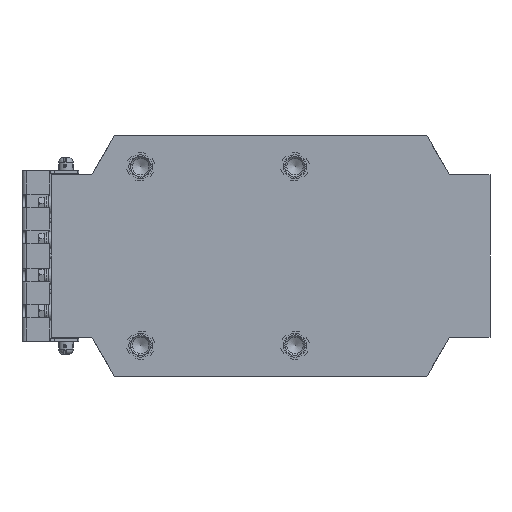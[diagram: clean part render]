
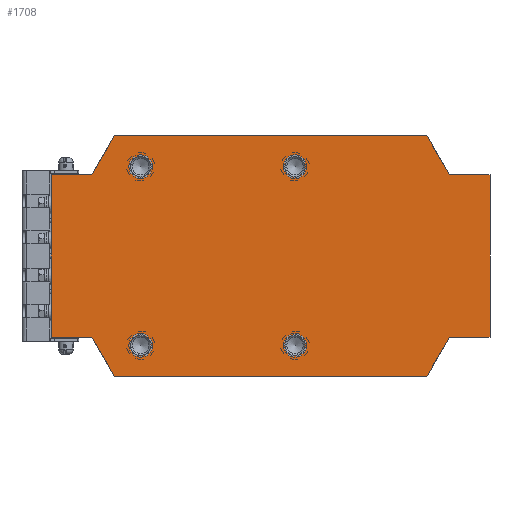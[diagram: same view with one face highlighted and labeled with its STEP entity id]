
A CAD part, front view. The second image highlights one B-rep face of the part: STEP entity #1708.
In plain terms, the highlighted planar face has unit normal (0, -1, 0).
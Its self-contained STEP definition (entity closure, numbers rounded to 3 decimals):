
#1708=ADVANCED_FACE('',(#54023,#54025,#54027,#54029,#54031),#54033,.F.);
#54023=FACE_BOUND('',#54024,.T.);
#54024=EDGE_LOOP('',(#95323,#95324,#95325,#95326,#95327,#95328,#95329,#95330,#95331,
#95332,#95333,#95334));
#54025=FACE_BOUND('',#54026,.T.);
#54026=EDGE_LOOP('',(#95335));
#54027=FACE_BOUND('',#54028,.T.);
#54028=EDGE_LOOP('',(#95336));
#54029=FACE_BOUND('',#54030,.T.);
#54030=EDGE_LOOP('',(#95337));
#54031=FACE_BOUND('',#54032,.T.);
#54032=EDGE_LOOP('',(#95338));
#54033=PLANE('',#54034);
#54034=AXIS2_PLACEMENT_3D('',#54035,#54036,#54037);
#54035=CARTESIAN_POINT('',(0.,0.,0.));
#54036=DIRECTION('',(-0.,1.,0.));
#54037=DIRECTION('',(1.,0.,0.));
#95323=ORIENTED_EDGE('',*,*,#128459,.F.);
#95324=ORIENTED_EDGE('',*,*,#128450,.F.);
#95325=ORIENTED_EDGE('',*,*,#128460,.F.);
#95326=ORIENTED_EDGE('',*,*,#128461,.F.);
#95327=ORIENTED_EDGE('',*,*,#128462,.F.);
#95328=ORIENTED_EDGE('',*,*,#128463,.F.);
#95329=ORIENTED_EDGE('',*,*,#128464,.F.);
#95330=ORIENTED_EDGE('',*,*,#128465,.F.);
#95331=ORIENTED_EDGE('',*,*,#128466,.F.);
#95332=ORIENTED_EDGE('',*,*,#128446,.F.);
#95333=ORIENTED_EDGE('',*,*,#128458,.F.);
#95334=ORIENTED_EDGE('',*,*,#128467,.F.);
#95335=ORIENTED_EDGE('',*,*,#128468,.T.);
#95336=ORIENTED_EDGE('',*,*,#128469,.T.);
#95337=ORIENTED_EDGE('',*,*,#128470,.T.);
#95338=ORIENTED_EDGE('',*,*,#128471,.T.);
#128446=EDGE_CURVE('',#145016,#145019,#145020,.T.);
#128450=EDGE_CURVE('',#145025,#145027,#145028,.T.);
#128458=EDGE_CURVE('',#145040,#145016,#145042,.T.);
#128459=EDGE_CURVE('',#145027,#145043,#145044,.T.);
#128460=EDGE_CURVE('',#145045,#145025,#145046,.T.);
#128461=EDGE_CURVE('',#145047,#145045,#145048,.T.);
#128462=EDGE_CURVE('',#145049,#145047,#145050,.T.);
#128463=EDGE_CURVE('',#145051,#145049,#145052,.T.);
#128464=EDGE_CURVE('',#145053,#145051,#145054,.T.);
#128465=EDGE_CURVE('',#145055,#145053,#145056,.T.);
#128466=EDGE_CURVE('',#145019,#145055,#145057,.T.);
#128467=EDGE_CURVE('',#145043,#145040,#145058,.T.);
#128468=EDGE_CURVE('',#145059,#145059,#145060,.T.);
#128469=EDGE_CURVE('',#145061,#145061,#145062,.T.);
#128470=EDGE_CURVE('',#145063,#145063,#145064,.T.);
#128471=EDGE_CURVE('',#145065,#145065,#145066,.T.);
#145016=VERTEX_POINT('',#172657);
#145019=VERTEX_POINT('',#172662);
#145020=LINE('',#172663,#172664);
#145025=VERTEX_POINT('',#172674);
#145027=VERTEX_POINT('',#172678);
#145028=LINE('',#172679,#172680);
#145040=VERTEX_POINT('',#172707);
#145042=LINE('',#172711,#172712);
#145043=VERTEX_POINT('',#172714);
#145044=LINE('',#172715,#172716);
#145045=VERTEX_POINT('',#172718);
#145046=LINE('',#172719,#172720);
#145047=VERTEX_POINT('',#172722);
#145048=LINE('',#172723,#172724);
#145049=VERTEX_POINT('',#172726);
#145050=LINE('',#172727,#172728);
#145051=VERTEX_POINT('',#172730);
#145052=LINE('',#172731,#172732);
#145053=VERTEX_POINT('',#172734);
#145054=LINE('',#172735,#172736);
#145055=VERTEX_POINT('',#172738);
#145056=LINE('',#172739,#172740);
#145057=LINE('',#172742,#172743);
#145058=LINE('',#172745,#172746);
#145059=VERTEX_POINT('',#172748);
#145060=CIRCLE('',#172749,6.5);
#145061=VERTEX_POINT('',#172753);
#145062=CIRCLE('',#172754,6.5);
#145063=VERTEX_POINT('',#172758);
#145064=CIRCLE('',#172759,6.5);
#145065=VERTEX_POINT('',#172763);
#145066=CIRCLE('',#172764,6.5);
#172657=CARTESIAN_POINT('',(-110.,0.,-50.));
#172662=CARTESIAN_POINT('',(-135.,0.,-50.));
#172663=CARTESIAN_POINT('',(-110.,0.,-50.));
#172664=VECTOR('',#172665,1.);
#172665=DIRECTION('',(-1.,0.,0.));
#172674=CARTESIAN_POINT('',(135.,0.,-50.));
#172678=CARTESIAN_POINT('',(110.,0.,-50.));
#172679=CARTESIAN_POINT('',(135.,0.,-50.));
#172680=VECTOR('',#172681,1.);
#172681=DIRECTION('',(-1.,0.,0.));
#172707=CARTESIAN_POINT('',(-96.144,0.,-74.));
#172711=CARTESIAN_POINT('',(-96.144,0.,-74.));
#172712=VECTOR('',#172713,1.);
#172713=DIRECTION('',(-0.5,0.,0.866));
#172714=CARTESIAN_POINT('',(96.144,0.,-74.));
#172715=CARTESIAN_POINT('',(110.,0.,-50.));
#172716=VECTOR('',#172717,1.);
#172717=DIRECTION('',(-0.5,0.,-0.866));
#172718=CARTESIAN_POINT('',(135.,0.,50.));
#172719=CARTESIAN_POINT('',(135.,0.,50.));
#172720=VECTOR('',#172721,1.);
#172721=DIRECTION('',(0.,0.,-1.));
#172722=CARTESIAN_POINT('',(110.,0.,50.));
#172723=CARTESIAN_POINT('',(110.,0.,50.));
#172724=VECTOR('',#172725,1.);
#172725=DIRECTION('',(1.,0.,0.));
#172726=CARTESIAN_POINT('',(96.144,0.,74.));
#172727=CARTESIAN_POINT('',(96.144,0.,74.));
#172728=VECTOR('',#172729,1.);
#172729=DIRECTION('',(0.5,0.,-0.866));
#172730=CARTESIAN_POINT('',(-96.144,0.,74.));
#172731=CARTESIAN_POINT('',(-96.144,0.,74.));
#172732=VECTOR('',#172733,1.);
#172733=DIRECTION('',(1.,0.,0.));
#172734=CARTESIAN_POINT('',(-110.,0.,50.));
#172735=CARTESIAN_POINT('',(-110.,0.,50.));
#172736=VECTOR('',#172737,1.);
#172737=DIRECTION('',(0.5,0.,0.866));
#172738=CARTESIAN_POINT('',(-135.,0.,50.));
#172739=CARTESIAN_POINT('',(-135.,0.,50.));
#172740=VECTOR('',#172741,1.);
#172741=DIRECTION('',(1.,0.,0.));
#172742=CARTESIAN_POINT('',(-135.,0.,-50.));
#172743=VECTOR('',#172744,1.);
#172744=DIRECTION('',(0.,0.,1.));
#172745=CARTESIAN_POINT('',(96.144,0.,-74.));
#172746=VECTOR('',#172747,1.);
#172747=DIRECTION('',(-1.,0.,0.));
#172748=CARTESIAN_POINT('',(21.5,0.,-55.));
#172749=AXIS2_PLACEMENT_3D('',#172750,#172751,#172752);
#172750=CARTESIAN_POINT('',(15.,0.,-55.));
#172751=DIRECTION('',(-0.,1.,0.));
#172752=DIRECTION('',(1.,0.,0.));
#172753=CARTESIAN_POINT('',(-73.5,0.,55.));
#172754=AXIS2_PLACEMENT_3D('',#172755,#172756,#172757);
#172755=CARTESIAN_POINT('',(-80.,0.,55.));
#172756=DIRECTION('',(-0.,1.,0.));
#172757=DIRECTION('',(1.,0.,0.));
#172758=CARTESIAN_POINT('',(-73.5,0.,-55.));
#172759=AXIS2_PLACEMENT_3D('',#172760,#172761,#172762);
#172760=CARTESIAN_POINT('',(-80.,0.,-55.));
#172761=DIRECTION('',(-0.,1.,0.));
#172762=DIRECTION('',(1.,0.,0.));
#172763=CARTESIAN_POINT('',(21.5,0.,55.));
#172764=AXIS2_PLACEMENT_3D('',#172765,#172766,#172767);
#172765=CARTESIAN_POINT('',(15.,0.,55.));
#172766=DIRECTION('',(-0.,1.,0.));
#172767=DIRECTION('',(1.,0.,0.));
